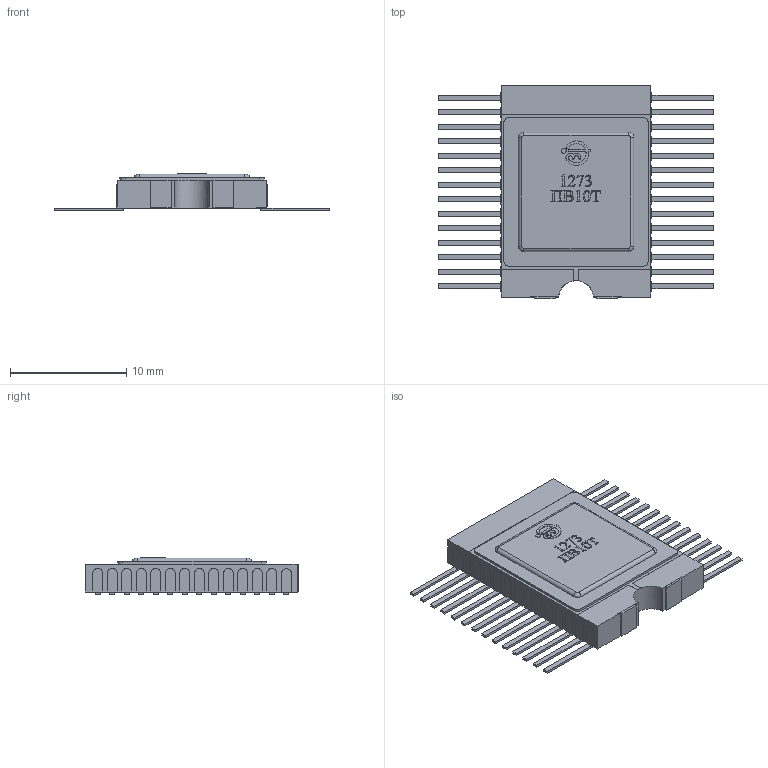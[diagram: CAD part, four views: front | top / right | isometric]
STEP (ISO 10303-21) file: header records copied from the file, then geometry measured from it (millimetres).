
FILE_DESCRIPTION(/* description */ ('Unknown'),/* implementation_level */ '2;1');
FILE_NAME(/* name */ '4119.28-3_1273ПВ10Т',/* time_stamp */ '2021-02-05T00:24:56+03:00',/* author */ ('Unknown'),/* organization */ ('Unknown'),/* preprocessor_version */ 'ST-DEVELOPER v16.7',/* originating_system */ 'Solid Edge',/* authorisation */ 'Unknown');
FILE_SCHEMA (('AUTOMOTIVE_DESIGN {1 0 10303 214 3 1 1}'));
Length unit declared in the file: millimetre
Products named in the file (1): 4119.28-3
Bounding box: 23.75 x 18.38 x 3.17 mm (x, y, z)
Volume: 637.3 mm3; surface area: 891.2 mm2
Topology: 2 solids, 2 shells, 762 faces, 2083 edges, 1341 vertices
Faces by surface type: plane 640, cylinder 91, bspline 27, torus 4
Full cylindrical faces by diameter (mm): 0.427 x1
Entity records: 30228 total; most frequent: CARTESIAN_POINT 5936, ORIENTED_EDGE 4160, DIRECTION 3561, EDGE_CURVE 2080, LINE 1701, VECTOR 1701, VERTEX_POINT 1341, AXIS2_PLACEMENT_3D 930
